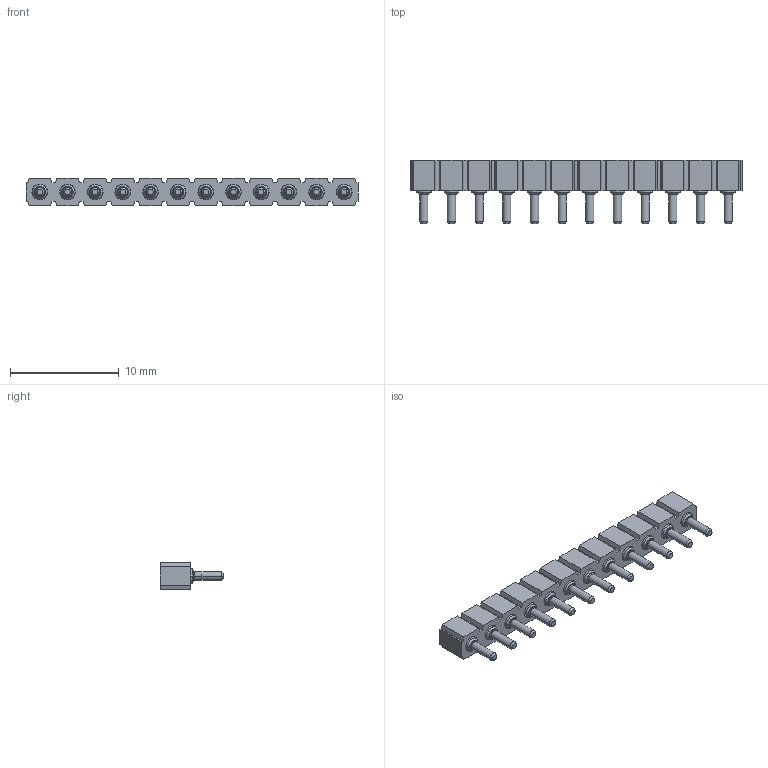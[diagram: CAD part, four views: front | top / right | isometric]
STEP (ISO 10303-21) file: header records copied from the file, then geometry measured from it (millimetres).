
FILE_DESCRIPTION (( 'STEP AP214' ), '1' );
FILE_NAME ('mill-max-315-13-112-41-001000.STEP', '2022-08-30T06:01:33', ( '' ), ( '' ), 'SwSTEP 2.0', 'SolidWorks 2022', '' );
FILE_SCHEMA (( 'AUTOMOTIVE_DESIGN' ));
Length unit declared in the file: inch
Products named in the file (3): P3XX-11-010-00-000000_P312-11-010-00-000000; 0501_0501-0-00-15-00-00-03-0; mill-max-315-13-112-41-001000
Assembly tree (13 placements, depth 2):
  mill-max-315-13-112-41-001000
    P3XX-11-010-00-000000_P312-11-010-00-000000
    0501_0501-0-00-15-00-00-03-0  x12
Bounding box: 30.48 x 5.84 x 2.54 mm (x, y, z)
Volume: 178.2 mm3; surface area: 922.5 mm2
Topology: 13 solids, 13 shells, 534 faces, 1188 edges, 716 vertices
Faces by surface type: cylinder 192, plane 174, cone 144, torus 24
Entity records: 6170 total; most frequent: DIRECTION 1054, CARTESIAN_POINT 1044, ORIENTED_EDGE 1008, EDGE_CURVE 504, LINE 372, VECTOR 372, AXIS2_PLACEMENT_3D 341, VERTEX_POINT 331
